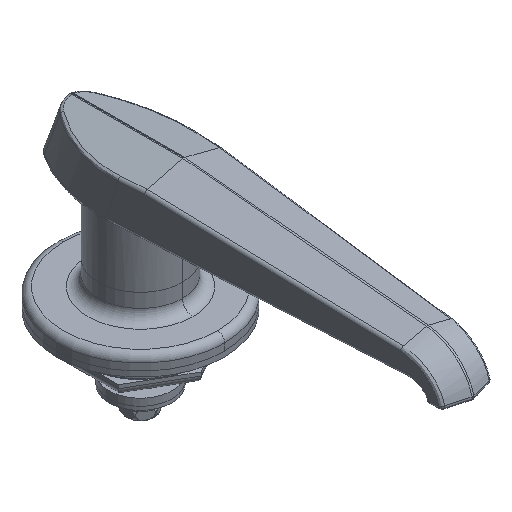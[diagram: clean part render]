
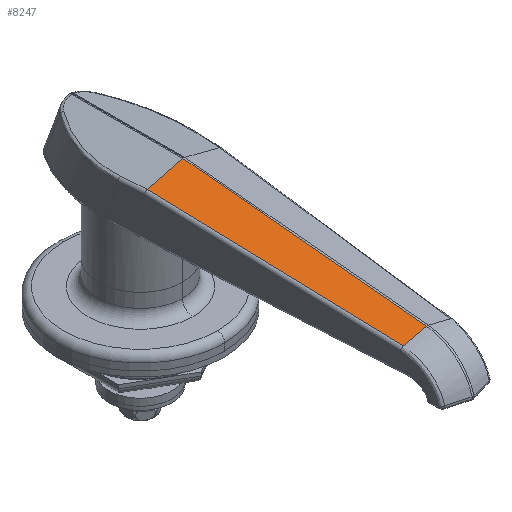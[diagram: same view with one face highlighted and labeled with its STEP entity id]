
A CAD part, isometric view. The second image highlights one B-rep face of the part: STEP entity #8247.
In plain terms, the highlighted planar face has unit normal (-0.259, -0.093, 0.961).
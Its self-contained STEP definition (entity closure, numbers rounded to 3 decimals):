
#116 = DIRECTION ( 'NONE',  ( 0.966, -0.025, 0.258 ) ) ;
#1124 = VERTEX_POINT ( 'NONE', #2428 ) ;
#1189 = CARTESIAN_POINT ( 'NONE',  ( -15., -12.016, 11.035 ) ) ;
#1393 = ORIENTED_EDGE ( 'NONE', *, *, #5639, .T. ) ;
#1424 = DIRECTION ( 'NONE',  ( 0.052, -0.995, -0.082 ) ) ;
#1539 =( BOUNDED_CURVE ( )  B_SPLINE_CURVE ( 3, ( #3775, #8183, #2143, #5713 ),
 .UNSPECIFIED., .F., .T. ) 
 B_SPLINE_CURVE_WITH_KNOTS ( ( 4, 4 ),
 ( 6.277, 6.282 ),
 .UNSPECIFIED. ) 
 CURVE ( )  GEOMETRIC_REPRESENTATION_ITEM ( )  RATIONAL_B_SPLINE_CURVE ( ( 1., 1., 1., 1. ) ) 
 REPRESENTATION_ITEM ( '' )  );
#1749 = ORIENTED_EDGE ( 'NONE', *, *, #8346, .F. ) ;
#2127 = ORIENTED_EDGE ( 'NONE', *, *, #10532, .T. ) ;
#2143 = CARTESIAN_POINT ( 'NONE',  ( -10.353, -12.268, 12.261 ) ) ;
#2356 = LINE ( 'NONE', #11304, #9754 ) ;
#2428 = CARTESIAN_POINT ( 'NONE',  ( -0.259, -81.932, 8.229 ) ) ;
#2700 = CARTESIAN_POINT ( 'NONE',  ( -6.728, -81.765, 6.503 ) ) ;
#2866 = CARTESIAN_POINT ( 'NONE',  ( -14.998, -12.207, 11.017 ) ) ;
#2931 = ORIENTED_EDGE ( 'NONE', *, *, #8308, .T. ) ;
#2962 = CARTESIAN_POINT ( 'NONE',  ( -0.259, -12.398, 14.966 ) ) ;
#3258 = VECTOR ( 'NONE', #1424, 1000. ) ;
#3470 = DIRECTION ( 'NONE',  ( 0., -0.995, -0.096 ) ) ;
#3775 = CARTESIAN_POINT ( 'NONE',  ( -10.35, -12.268, 12.262 ) ) ;
#3886 = EDGE_LOOP ( 'NONE', ( #8741, #2127, #2931, #1393, #1749 ) ) ;
#3890 = PLANE ( 'NONE',  #10490 ) ;
#4673 = CARTESIAN_POINT ( 'NONE',  ( -10.35, -12.268, 12.262 ) ) ;
#4866 = LINE ( 'NONE', #2866, #9549 ) ;
#5500 = VECTOR ( 'NONE', #116, 1000. ) ;
#5560 = CARTESIAN_POINT ( 'NONE',  ( -15., -81.551, 4.297 ) ) ;
#5639 = EDGE_CURVE ( 'NONE', #8482, #1124, #8083, .T. ) ;
#5713 = CARTESIAN_POINT ( 'NONE',  ( -10.355, -12.268, 12.261 ) ) ;
#5747 = DIRECTION ( 'NONE',  ( -0.966, 0.013, -0.259 ) ) ;
#6555 = VERTEX_POINT ( 'NONE', #4673 ) ;
#6609 = FACE_OUTER_BOUND ( 'NONE', #3886, .T. ) ;
#6723 = LINE ( 'NONE', #10284, #3258 ) ;
#7142 = VERTEX_POINT ( 'NONE', #2962 ) ;
#7379 = VERTEX_POINT ( 'NONE', #8737 ) ;
#7800 = EDGE_CURVE ( 'NONE', #7142, #6555, #4866, .T. ) ;
#8083 = LINE ( 'NONE', #5560, #5500 ) ;
#8183 = CARTESIAN_POINT ( 'NONE',  ( -10.352, -12.268, 12.262 ) ) ;
#8247 = ADVANCED_FACE ( 'NONE', ( #6609 ), #3890, .F. ) ;
#8308 = EDGE_CURVE ( 'NONE', #7379, #8482, #6723, .T. ) ;
#8346 = EDGE_CURVE ( 'NONE', #7142, #1124, #2356, .T. ) ;
#8482 = VERTEX_POINT ( 'NONE', #2700 ) ;
#8737 = CARTESIAN_POINT ( 'NONE',  ( -10.355, -12.268, 12.261 ) ) ;
#8741 = ORIENTED_EDGE ( 'NONE', *, *, #7800, .T. ) ;
#9342 = DIRECTION ( 'NONE',  ( 0.259, 0.093, -0.961 ) ) ;
#9549 = VECTOR ( 'NONE', #5747, 1000. ) ;
#9754 = VECTOR ( 'NONE', #3470, 1000. ) ;
#10173 = DIRECTION ( 'NONE',  ( -0.966, 0., -0.26 ) ) ;
#10284 = CARTESIAN_POINT ( 'NONE',  ( -10.375, -11.879, 12.293 ) ) ;
#10490 = AXIS2_PLACEMENT_3D ( 'NONE', #1189, #9342, #10173 ) ;
#10532 = EDGE_CURVE ( 'NONE', #6555, #7379, #1539, .T. ) ;
#11304 = CARTESIAN_POINT ( 'NONE',  ( -0.259, -12.397, 14.966 ) ) ;
